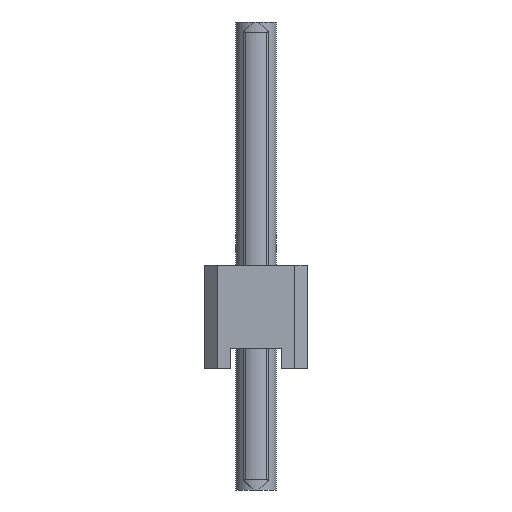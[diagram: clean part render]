
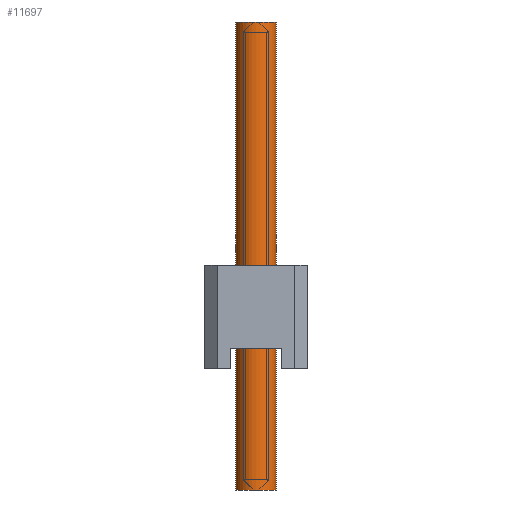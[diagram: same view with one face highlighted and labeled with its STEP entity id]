
A CAD part, left-side view. The second image highlights one B-rep face of the part: STEP entity #11697.
In plain terms, the highlighted cylindrical face has radius 0.5 mm (diameter 1 mm), a full revolution.
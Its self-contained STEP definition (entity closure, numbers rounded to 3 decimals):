
#183=CIRCLE('',#12336,0.5);
#184=CIRCLE('',#12337,0.5);
#516=CYLINDRICAL_SURFACE('',#12335,0.5);
#789=ORIENTED_EDGE('',*,*,#4235,.F.);
#790=ORIENTED_EDGE('',*,*,#4236,.T.);
#4235=EDGE_CURVE('',#5967,#5967,#183,.T.);
#4236=EDGE_CURVE('',#5968,#5968,#184,.T.);
#5967=VERTEX_POINT('',#16712);
#5968=VERTEX_POINT('',#16714);
#9939=EDGE_LOOP('',(#789));
#9940=EDGE_LOOP('',(#790));
#10607=FACE_BOUND('',#9939,.T.);
#10608=FACE_BOUND('',#9940,.T.);
#11697=ADVANCED_FACE('',(#10607,#10608),#516,.F.);
#12335=AXIS2_PLACEMENT_3D('',#16710,#13369,#13370);
#12336=AXIS2_PLACEMENT_3D('',#16711,#13371,#13372);
#12337=AXIS2_PLACEMENT_3D('',#16713,#13373,#13374);
#13369=DIRECTION('',(0.,0.,1.));
#13370=DIRECTION('',(1.,0.,0.));
#13371=DIRECTION('',(0.,0.,-1.));
#13372=DIRECTION('',(1.,0.,0.));
#13373=DIRECTION('',(0.,0.,-1.));
#13374=DIRECTION('',(1.,0.,0.));
#16710=CARTESIAN_POINT('',(0.,0.,0.));
#16711=CARTESIAN_POINT('',(0.,0.,11.54));
#16712=CARTESIAN_POINT('',(0.5,0.,11.54));
#16713=CARTESIAN_POINT('',(0.,0.,0.));
#16714=CARTESIAN_POINT('',(0.5,0.,0.));
